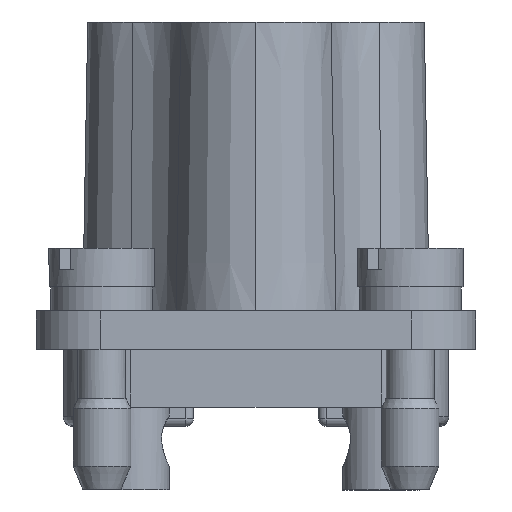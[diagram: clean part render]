
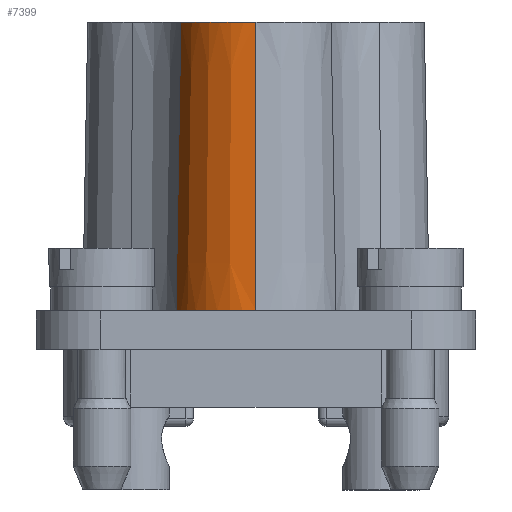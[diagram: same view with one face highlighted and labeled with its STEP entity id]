
A CAD part, left-side view. The second image highlights one B-rep face of the part: STEP entity #7399.
In plain terms, the highlighted conical face has half-angle 1 degrees and reference radius 4.052 mm.
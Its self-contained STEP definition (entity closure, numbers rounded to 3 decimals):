
#5660=CONICAL_SURFACE('',#25964,4.052,1.);
#6582=FACE_OUTER_BOUND('',#9303,.T.);
#7399=ADVANCED_FACE('',(#6582),#5660,.T.);
#9303=EDGE_LOOP('',(#12939,#12940,#12941,#12942));
#12939=ORIENTED_EDGE('',*,*,#18216,.T.);
#12940=ORIENTED_EDGE('',*,*,#16490,.T.);
#12941=ORIENTED_EDGE('',*,*,#18215,.T.);
#12942=ORIENTED_EDGE('',*,*,#17148,.T.);
#14829=VERTEX_POINT('',#32250);
#14830=VERTEX_POINT('',#32252);
#15426=VERTEX_POINT('',#34739);
#15427=VERTEX_POINT('',#34741);
#16490=EDGE_CURVE('',#14830,#14829,#19192,.T.);
#17148=EDGE_CURVE('',#15427,#15426,#19468,.T.);
#18215=EDGE_CURVE('',#14829,#15427,#21625,.T.);
#18216=EDGE_CURVE('',#15426,#14830,#21626,.T.);
#19192=CIRCLE('',#24909,4.052);
#19468=CIRCLE('',#25295,4.314);
#21625=LINE('',#37194,#23190);
#21626=LINE('',#37196,#23191);
#23190=VECTOR('',#29896,1.);
#23191=VECTOR('',#29899,1.);
#24909=AXIS2_PLACEMENT_3D('',#32251,#26737,#26738);
#25295=AXIS2_PLACEMENT_3D('',#34740,#27833,#27834);
#25964=AXIS2_PLACEMENT_3D('',#37197,#29900,#29901);
#26737=DIRECTION('',(0.,0.,-1.));
#26738=DIRECTION('',(1.,0.,0.));
#27833=DIRECTION('',(0.,0.,1.));
#27834=DIRECTION('',(-0.272,0.962,0.));
#29896=DIRECTION('',(-0.005,0.017,-1.));
#29899=DIRECTION('',(0.017,0.,1.));
#29900=DIRECTION('',(0.,0.,-1.));
#29901=DIRECTION('',(-0.972,-0.233,0.));
#32250=CARTESIAN_POINT('',(-31.839,3.899,17.));
#32251=CARTESIAN_POINT('',(-30.736,0.,17.));
#32252=CARTESIAN_POINT('',(-34.788,0.,17.));
#34739=CARTESIAN_POINT('',(-35.05,0.,2.));
#34740=CARTESIAN_POINT('',(-30.736,0.,2.));
#34741=CARTESIAN_POINT('',(-31.911,4.151,2.));
#37194=CARTESIAN_POINT('',(-31.842,3.908,16.509));
#37196=CARTESIAN_POINT('',(-35.05,0.,2.));
#37197=CARTESIAN_POINT('',(-30.736,0.,17.));
